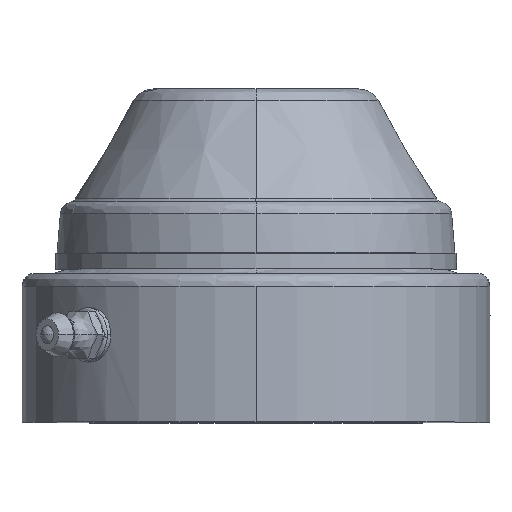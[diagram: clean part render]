
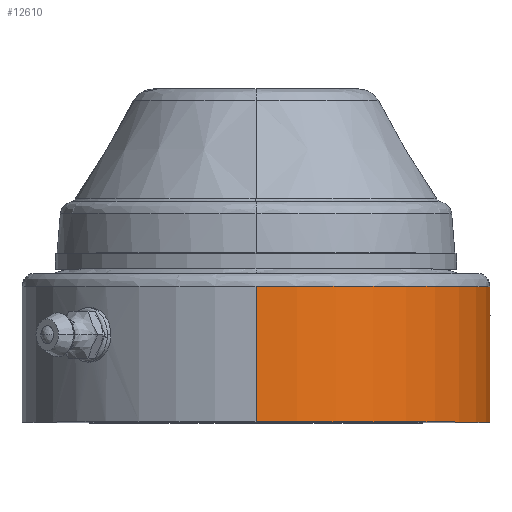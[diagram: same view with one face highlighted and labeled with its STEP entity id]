
A CAD part, top view. The second image highlights one B-rep face of the part: STEP entity #12610.
In plain terms, the highlighted cylindrical face has radius 34.4 mm (diameter 68.8 mm), a partial arc.
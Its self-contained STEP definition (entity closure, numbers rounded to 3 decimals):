
#80 = ORIENTED_EDGE ( 'NONE', *, *, #17855, .F. ) ;
#187 = CIRCLE ( 'NONE', #13461, 34.4 ) ;
#600 = DIRECTION ( 'NONE',  ( 1., 0., 0. ) ) ;
#1061 = CYLINDRICAL_SURFACE ( 'NONE', #16172, 34.4 ) ;
#1285 = CARTESIAN_POINT ( 'NONE',  ( 0., -19.927, 55.4 ) ) ;
#1445 = DIRECTION ( 'NONE',  ( 0., -1., 0. ) ) ;
#1733 = VECTOR ( 'NONE', #16710, 1000. ) ;
#1825 = LINE ( 'NONE', #10453, #1733 ) ;
#2170 = CARTESIAN_POINT ( 'NONE',  ( -34.4, -19.927, 89.803 ) ) ;
#2217 = VERTEX_POINT ( 'NONE', #2792 ) ;
#2685 = VERTEX_POINT ( 'NONE', #2170 ) ;
#2786 = EDGE_CURVE ( 'NONE', #8306, #6054, #6276, .T. ) ;
#2792 = CARTESIAN_POINT ( 'NONE',  ( 0., -19.927, 124.2 ) ) ;
#3184 = VERTEX_POINT ( 'NONE', #9341 ) ;
#3628 = CARTESIAN_POINT ( 'NONE',  ( 0., -19.927, 89.8 ) ) ;
#4094 = EDGE_CURVE ( 'NONE', #2685, #14199, #187, .T. ) ;
#4186 = CARTESIAN_POINT ( 'NONE',  ( 0., 0., 124.2 ) ) ;
#4344 = ORIENTED_EDGE ( 'NONE', *, *, #7580, .F. ) ;
#4449 = DIRECTION ( 'NONE',  ( 0., 1., 0. ) ) ;
#4979 = DIRECTION ( 'NONE',  ( 0., -1., 0. ) ) ;
#5681 = ORIENTED_EDGE ( 'NONE', *, *, #2786, .T. ) ;
#6054 = VERTEX_POINT ( 'NONE', #8138 ) ;
#6133 = ORIENTED_EDGE ( 'NONE', *, *, #16978, .F. ) ;
#6276 = CIRCLE ( 'NONE', #13785, 34.4 ) ;
#6561 = EDGE_CURVE ( 'NONE', #3184, #14199, #10705, .T. ) ;
#7232 = VECTOR ( 'NONE', #4449, 1000. ) ;
#7580 = EDGE_CURVE ( 'NONE', #3184, #13833, #9928, .T. ) ;
#8138 = CARTESIAN_POINT ( 'NONE',  ( -34.4, 0., 89.8 ) ) ;
#8153 = FACE_OUTER_BOUND ( 'NONE', #15817, .T. ) ;
#8183 = CARTESIAN_POINT ( 'NONE',  ( 0., 0., 55.4 ) ) ;
#8306 = VERTEX_POINT ( 'NONE', #4186 ) ;
#8410 = VECTOR ( 'NONE', #18109, 1000. ) ;
#8752 = ORIENTED_EDGE ( 'NONE', *, *, #14619, .F. ) ;
#9341 = CARTESIAN_POINT ( 'NONE',  ( 0., -19.2, 55.4 ) ) ;
#9809 = CARTESIAN_POINT ( 'NONE',  ( 0., 0., 89.8 ) ) ;
#9928 = CIRCLE ( 'NONE', #17489, 34.4 ) ;
#10007 = DIRECTION ( 'NONE',  ( 0., 0., -1. ) ) ;
#10296 = DIRECTION ( 'NONE',  ( 0., -1., 0. ) ) ;
#10321 = ORIENTED_EDGE ( 'NONE', *, *, #6561, .T. ) ;
#10382 = CARTESIAN_POINT ( 'NONE',  ( 0., -19.927, 89.8 ) ) ;
#10453 = CARTESIAN_POINT ( 'NONE',  ( 0., 0., 124.2 ) ) ;
#10705 = LINE ( 'NONE', #8183, #8410 ) ;
#10811 = CARTESIAN_POINT ( 'NONE',  ( -34.4, -19.2, 89.8 ) ) ;
#11603 = CARTESIAN_POINT ( 'NONE',  ( 0., -19.2, 89.8 ) ) ;
#11696 = CIRCLE ( 'NONE', #17142, 34.4 ) ;
#12317 = DIRECTION ( 'NONE',  ( 0., -1., 0. ) ) ;
#12610 = ADVANCED_FACE ( 'NONE', ( #8153 ), #1061, .T. ) ;
#13461 = AXIS2_PLACEMENT_3D ( 'NONE', #3628, #12317, #600 ) ;
#13785 = AXIS2_PLACEMENT_3D ( 'NONE', #16320, #4979, #15086 ) ;
#13816 = DIRECTION ( 'NONE',  ( -1., 0., 0.01 ) ) ;
#13833 = VERTEX_POINT ( 'NONE', #10811 ) ;
#14199 = VERTEX_POINT ( 'NONE', #1285 ) ;
#14619 = EDGE_CURVE ( 'NONE', #13833, #6054, #15964, .T. ) ;
#14761 = DIRECTION ( 'NONE',  ( 1., 0., 0. ) ) ;
#15086 = DIRECTION ( 'NONE',  ( 0., 0., -1. ) ) ;
#15356 = ORIENTED_EDGE ( 'NONE', *, *, #4094, .F. ) ;
#15817 = EDGE_LOOP ( 'NONE', ( #6133, #5681, #8752, #4344, #10321, #15356, #80 ) ) ;
#15964 = LINE ( 'NONE', #16149, #7232 ) ;
#16149 = CARTESIAN_POINT ( 'NONE',  ( -34.4, -9.6, 89.8 ) ) ;
#16172 = AXIS2_PLACEMENT_3D ( 'NONE', #9809, #1445, #10007 ) ;
#16320 = CARTESIAN_POINT ( 'NONE',  ( 0., 0., 89.8 ) ) ;
#16710 = DIRECTION ( 'NONE',  ( 0., -1., 0. ) ) ;
#16978 = EDGE_CURVE ( 'NONE', #8306, #2217, #1825, .T. ) ;
#17142 = AXIS2_PLACEMENT_3D ( 'NONE', #10382, #10296, #14761 ) ;
#17360 = DIRECTION ( 'NONE',  ( 0., 1., 0. ) ) ;
#17489 = AXIS2_PLACEMENT_3D ( 'NONE', #11603, #17360, #13816 ) ;
#17855 = EDGE_CURVE ( 'NONE', #2217, #2685, #11696, .T. ) ;
#18109 = DIRECTION ( 'NONE',  ( 0., -1., 0. ) ) ;
